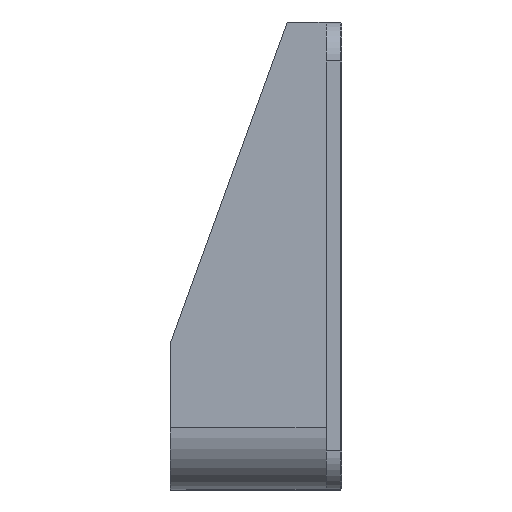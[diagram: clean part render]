
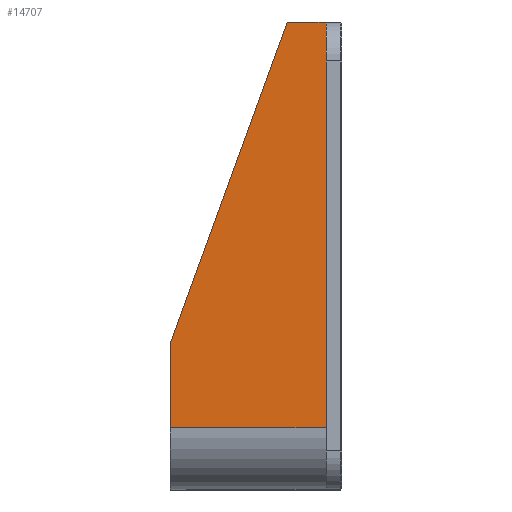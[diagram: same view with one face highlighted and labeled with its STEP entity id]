
A CAD part, left-side view. The second image highlights one B-rep face of the part: STEP entity #14707.
In plain terms, the highlighted planar face has unit normal (-1, 0, 0).
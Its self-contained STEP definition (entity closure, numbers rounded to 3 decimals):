
#203 = CARTESIAN_POINT ( 'NONE',  ( -129., 22., 30. ) ) ;
#718 = VERTEX_POINT ( 'NONE', #5933 ) ;
#1103 = VERTEX_POINT ( 'NONE', #2441 ) ;
#1562 = EDGE_CURVE ( 'NONE', #39827, #8524, #16797, .T. ) ;
#2441 = CARTESIAN_POINT ( 'NONE',  ( -129., 2., -22. ) ) ;
#2656 = CARTESIAN_POINT ( 'NONE',  ( -129., 22., 30. ) ) ;
#4773 = ORIENTED_EDGE ( 'NONE', *, *, #1562, .F. ) ;
#5933 = CARTESIAN_POINT ( 'NONE',  ( -129., 22., -11.212 ) ) ;
#6707 = AXIS2_PLACEMENT_3D ( 'NONE', #2656, #30153, #37480 ) ;
#8524 = VERTEX_POINT ( 'NONE', #14464 ) ;
#8887 = VECTOR ( 'NONE', #25170, 1000. ) ;
#9241 = VECTOR ( 'NONE', #20461, 1000. ) ;
#10627 = DIRECTION ( 'NONE',  ( 0., 0., 1. ) ) ;
#11731 = ORIENTED_EDGE ( 'NONE', *, *, #29490, .T. ) ;
#12584 = VECTOR ( 'NONE', #14140, 1000. ) ;
#13175 = PLANE ( 'NONE',  #6707 ) ;
#13942 = VERTEX_POINT ( 'NONE', #29626 ) ;
#14140 = DIRECTION ( 'NONE',  ( 0., 0., 1. ) ) ;
#14464 = CARTESIAN_POINT ( 'NONE',  ( -129., 2., 30. ) ) ;
#14474 = ORIENTED_EDGE ( 'NONE', *, *, #19802, .T. ) ;
#14707 = ADVANCED_FACE ( 'NONE', ( #40930 ), #13175, .F. ) ;
#15661 = EDGE_CURVE ( 'NONE', #1103, #8524, #45265, .T. ) ;
#16797 = LINE ( 'NONE', #34424, #9241 ) ;
#17001 = VECTOR ( 'NONE', #10627, 1000. ) ;
#17258 = EDGE_CURVE ( 'NONE', #13942, #718, #41889, .T. ) ;
#17725 = CARTESIAN_POINT ( 'NONE',  ( -129., 2., 30. ) ) ;
#19802 = EDGE_CURVE ( 'NONE', #39827, #718, #28832, .T. ) ;
#20461 = DIRECTION ( 'NONE',  ( 0., -1., 0. ) ) ;
#21862 = VECTOR ( 'NONE', #27270, 1000. ) ;
#22184 = CARTESIAN_POINT ( 'NONE',  ( -129., 22., -11.212 ) ) ;
#25170 = DIRECTION ( 'NONE',  ( 0., 0.342, -0.94 ) ) ;
#27270 = DIRECTION ( 'NONE',  ( 0., -1., 0. ) ) ;
#28832 = LINE ( 'NONE', #22184, #8887 ) ;
#29490 = EDGE_CURVE ( 'NONE', #13942, #1103, #31157, .T. ) ;
#29626 = CARTESIAN_POINT ( 'NONE',  ( -129., 22., -22. ) ) ;
#30031 = CARTESIAN_POINT ( 'NONE',  ( -129., 7., 30. ) ) ;
#30153 = DIRECTION ( 'NONE',  ( 1., 0., 0. ) ) ;
#30894 = ORIENTED_EDGE ( 'NONE', *, *, #15661, .T. ) ;
#31157 = LINE ( 'NONE', #31374, #21862 ) ;
#31374 = CARTESIAN_POINT ( 'NONE',  ( -129., 22., -22. ) ) ;
#34424 = CARTESIAN_POINT ( 'NONE',  ( -129., 22., 30. ) ) ;
#37480 = DIRECTION ( 'NONE',  ( 0., 0., -1. ) ) ;
#38179 = EDGE_LOOP ( 'NONE', ( #4773, #14474, #39688, #11731, #30894 ) ) ;
#39688 = ORIENTED_EDGE ( 'NONE', *, *, #17258, .F. ) ;
#39827 = VERTEX_POINT ( 'NONE', #30031 ) ;
#40930 = FACE_OUTER_BOUND ( 'NONE', #38179, .T. ) ;
#41889 = LINE ( 'NONE', #203, #12584 ) ;
#45265 = LINE ( 'NONE', #17725, #17001 ) ;
